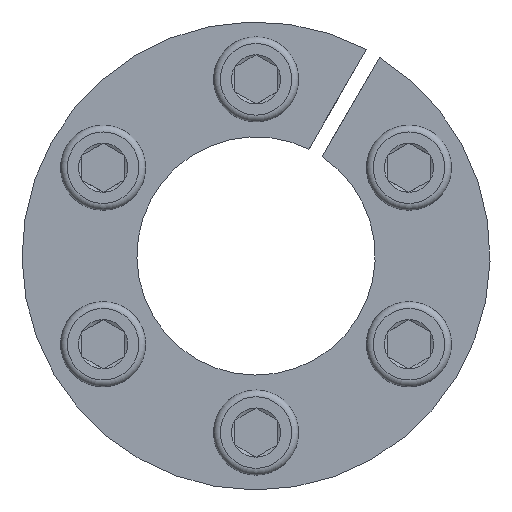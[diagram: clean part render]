
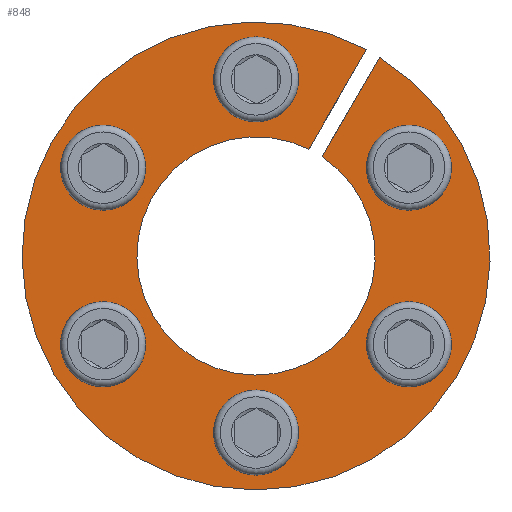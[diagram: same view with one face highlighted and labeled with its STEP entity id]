
A CAD part, front view. The second image highlights one B-rep face of the part: STEP entity #848.
In plain terms, the highlighted planar face has unit normal (0, -1, 0).
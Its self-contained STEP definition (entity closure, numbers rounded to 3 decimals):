
#174=PLANE('',#903);
#217=VECTOR('',#1026,1.);
#221=VECTOR('',#1045,1.);
#245=LINE('',#1279,#217);
#249=LINE('',#1299,#221);
#278=VERTEX_POINT('',#1278);
#279=VERTEX_POINT('',#1280);
#282=VERTEX_POINT('',#1288);
#283=VERTEX_POINT('',#1292);
#284=VERTEX_POINT('',#1294);
#285=VERTEX_POINT('',#1296);
#286=VERTEX_POINT('',#1298);
#287=VERTEX_POINT('',#1301);
#288=VERTEX_POINT('',#1303);
#289=VERTEX_POINT('',#1305);
#339=CIRCLE('',#902,14.);
#340=CIRCLE('',#904,3.);
#341=CIRCLE('',#905,3.);
#342=CIRCLE('',#906,3.);
#343=CIRCLE('',#907,27.5);
#344=CIRCLE('',#908,3.);
#345=CIRCLE('',#909,3.);
#346=CIRCLE('',#910,3.);
#398=EDGE_CURVE('',#278,#279,#245,.T.);
#402=EDGE_CURVE('',#279,#282,#339,.T.);
#404=EDGE_CURVE('',#283,#283,#340,.T.);
#405=EDGE_CURVE('',#284,#284,#341,.T.);
#406=EDGE_CURVE('',#285,#285,#342,.T.);
#407=EDGE_CURVE('',#278,#286,#343,.T.);
#408=EDGE_CURVE('',#282,#286,#249,.T.);
#409=EDGE_CURVE('',#287,#287,#344,.T.);
#410=EDGE_CURVE('',#288,#288,#345,.T.);
#411=EDGE_CURVE('',#289,#289,#346,.T.);
#496=ORIENTED_EDGE('',*,*,#404,.T.);
#497=ORIENTED_EDGE('',*,*,#405,.T.);
#498=ORIENTED_EDGE('',*,*,#406,.T.);
#499=ORIENTED_EDGE('',*,*,#402,.F.);
#500=ORIENTED_EDGE('',*,*,#398,.F.);
#501=ORIENTED_EDGE('',*,*,#407,.T.);
#502=ORIENTED_EDGE('',*,*,#408,.F.);
#503=ORIENTED_EDGE('',*,*,#409,.T.);
#504=ORIENTED_EDGE('',*,*,#410,.T.);
#505=ORIENTED_EDGE('',*,*,#411,.T.);
#656=EDGE_LOOP('',(#496));
#657=EDGE_LOOP('',(#497));
#658=EDGE_LOOP('',(#498));
#659=EDGE_LOOP('',(#499,#500,#501,#502));
#660=EDGE_LOOP('',(#503));
#661=EDGE_LOOP('',(#504));
#662=EDGE_LOOP('',(#505));
#752=FACE_BOUND('',#656,.T.);
#753=FACE_BOUND('',#657,.T.);
#754=FACE_BOUND('',#658,.T.);
#755=FACE_BOUND('',#659,.T.);
#756=FACE_BOUND('',#660,.T.);
#757=FACE_BOUND('',#661,.T.);
#758=FACE_BOUND('',#662,.T.);
#848=ADVANCED_FACE('',(#752,#753,#754,#755,#756,#757,#758),#174,.F.);
#902=AXIS2_PLACEMENT_3D('',#1287,#1033,#1034);
#903=AXIS2_PLACEMENT_3D('',#1290,#1036,$);
#904=AXIS2_PLACEMENT_3D('',#1291,#1037,#1038);
#905=AXIS2_PLACEMENT_3D('',#1293,#1039,#1040);
#906=AXIS2_PLACEMENT_3D('',#1295,#1041,#1042);
#907=AXIS2_PLACEMENT_3D('',#1297,#1043,#1044);
#908=AXIS2_PLACEMENT_3D('',#1300,#1046,#1047);
#909=AXIS2_PLACEMENT_3D('',#1302,#1048,#1049);
#910=AXIS2_PLACEMENT_3D('',#1304,#1050,#1051);
#1026=DIRECTION('',(-0.5,0.,-0.866));
#1033=DIRECTION('',(0.,-1.,0.));
#1034=DIRECTION('',(0.,0.,-14.));
#1036=DIRECTION('',(0.,1.,0.));
#1037=DIRECTION('',(0.,1.,0.));
#1038=DIRECTION('',(-1.5,0.,2.598));
#1039=DIRECTION('',(0.,1.,0.));
#1040=DIRECTION('',(-1.5,0.,-2.598));
#1041=DIRECTION('',(0.,1.,0.));
#1042=DIRECTION('',(3.,0.,0.));
#1043=DIRECTION('',(0.,-1.,0.));
#1044=DIRECTION('',(0.,0.,-27.5));
#1045=DIRECTION('',(0.5,0.,0.866));
#1046=DIRECTION('',(0.,1.,0.));
#1047=DIRECTION('',(1.5,0.,-2.598));
#1048=DIRECTION('',(0.,1.,0.));
#1049=DIRECTION('',(-3.,0.,0.));
#1050=DIRECTION('',(0.,1.,0.));
#1051=DIRECTION('',(1.5,0.,2.598));
#1278=CARTESIAN_POINT('',(12.962,0.,24.254));
#1279=CARTESIAN_POINT('',(12.969,0.,24.267));
#1280=CARTESIAN_POINT('',(6.205,0.,12.55));
#1287=CARTESIAN_POINT('',(0.,0.,0.));
#1288=CARTESIAN_POINT('',(7.766,0.,11.648));
#1290=CARTESIAN_POINT('',(0.,0.,27.5));
#1291=CARTESIAN_POINT('',(-17.97,0.,-10.375));
#1292=CARTESIAN_POINT('',(-19.47,0.,-7.777));
#1293=CARTESIAN_POINT('',(17.97,0.,-10.375));
#1294=CARTESIAN_POINT('',(16.47,0.,-12.973));
#1295=CARTESIAN_POINT('',(0.,0.,20.75));
#1296=CARTESIAN_POINT('',(3.,0.,20.75));
#1297=CARTESIAN_POINT('',(0.,0.,0.));
#1298=CARTESIAN_POINT('',(14.523,0.,23.352));
#1299=CARTESIAN_POINT('',(7.766,0.,11.648));
#1300=CARTESIAN_POINT('',(17.97,0.,10.375));
#1301=CARTESIAN_POINT('',(19.47,0.,7.777));
#1302=CARTESIAN_POINT('',(0.,0.,-20.75));
#1303=CARTESIAN_POINT('',(-3.,0.,-20.75));
#1304=CARTESIAN_POINT('',(-17.97,0.,10.375));
#1305=CARTESIAN_POINT('',(-16.47,0.,12.973));
